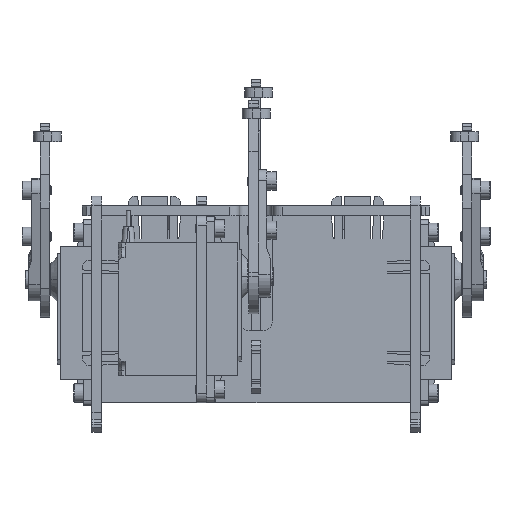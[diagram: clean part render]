
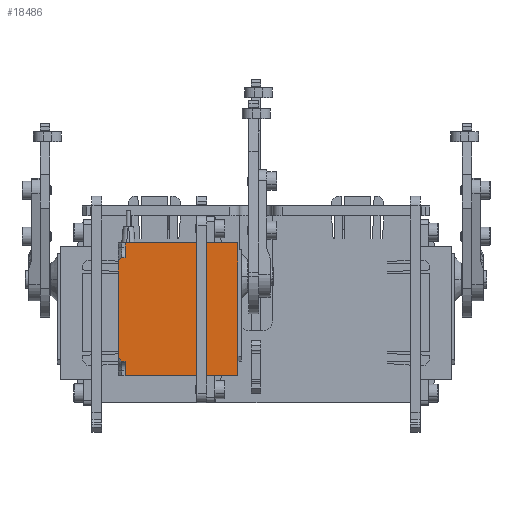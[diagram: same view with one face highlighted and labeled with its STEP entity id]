
A CAD part, front view. The second image highlights one B-rep face of the part: STEP entity #18486.
In plain terms, the highlighted face is planar.
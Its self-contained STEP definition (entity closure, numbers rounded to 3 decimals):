
#530 = CARTESIAN_POINT ( 'NONE',  ( -15.75, 1., 10.15 ) ) ;
#701 = CARTESIAN_POINT ( 'NONE',  ( 15.75, 1., 10.15 ) ) ;
#821 = ORIENTED_EDGE ( 'NONE', *, *, #13353, .T. ) ;
#936 = CARTESIAN_POINT ( 'NONE',  ( -20.25, 36.4, 10.15 ) ) ;
#1233 = LINE ( 'NONE', #23894, #20124 ) ;
#2279 = EDGE_CURVE ( 'NONE', #28558, #3051, #8415, .T. ) ;
#3051 = VERTEX_POINT ( 'NONE', #29143 ) ;
#3512 = CARTESIAN_POINT ( 'NONE',  ( -20.25, 37.4, 10.15 ) ) ;
#3613 = DIRECTION ( 'NONE',  ( -1., 0., 0. ) ) ;
#4172 = DIRECTION ( 'NONE',  ( 0., -1., 0. ) ) ;
#4355 = DIRECTION ( 'NONE',  ( 0., -1., 0. ) ) ;
#4543 = VECTOR ( 'NONE', #20753, 1000. ) ;
#4817 = CARTESIAN_POINT ( 'NONE',  ( 15.75, 2., 10.15 ) ) ;
#5337 = VECTOR ( 'NONE', #18185, 1000. ) ;
#5704 = VECTOR ( 'NONE', #28825, 1000. ) ;
#5960 = EDGE_CURVE ( 'NONE', #16067, #7576, #8777, .T. ) ;
#6596 = LINE ( 'NONE', #25729, #31209 ) ;
#7141 = VERTEX_POINT ( 'NONE', #9215 ) ;
#7342 = CARTESIAN_POINT ( 'NONE',  ( 20.25, 36.4, 10.15 ) ) ;
#7576 = VERTEX_POINT ( 'NONE', #8878 ) ;
#8003 = ORIENTED_EDGE ( 'NONE', *, *, #26828, .F. ) ;
#8415 = LINE ( 'NONE', #16730, #27299 ) ;
#8470 = VERTEX_POINT ( 'NONE', #7342 ) ;
#8713 = VERTEX_POINT ( 'NONE', #936 ) ;
#8777 = LINE ( 'NONE', #26279, #21876 ) ;
#8830 = EDGE_CURVE ( 'NONE', #8713, #8470, #27837, .T. ) ;
#8878 = CARTESIAN_POINT ( 'NONE',  ( 20.25, 2., 10.15 ) ) ;
#9215 = CARTESIAN_POINT ( 'NONE',  ( 14.75, 0., 10.15 ) ) ;
#9224 = EDGE_CURVE ( 'NONE', #7141, #11617, #22489, .T. ) ;
#9318 = ORIENTED_EDGE ( 'NONE', *, *, #30406, .F. ) ;
#10506 = EDGE_CURVE ( 'NONE', #3051, #7141, #6596, .T. ) ;
#11529 = DIRECTION ( 'NONE',  ( 1., 0., 0. ) ) ;
#11617 = VERTEX_POINT ( 'NONE', #701 ) ;
#11959 = EDGE_CURVE ( 'NONE', #13074, #28558, #23148, .T. ) ;
#12789 = DIRECTION ( 'NONE',  ( 0.707, 0.707, 0. ) ) ;
#13074 = VERTEX_POINT ( 'NONE', #27032 ) ;
#13353 = EDGE_CURVE ( 'NONE', #8713, #23380, #18393, .T. ) ;
#14836 = ORIENTED_EDGE ( 'NONE', *, *, #5960, .T. ) ;
#15727 = CARTESIAN_POINT ( 'NONE',  ( -20.25, 2., 10.15 ) ) ;
#15901 = PLANE ( 'NONE',  #20340 ) ;
#16038 = ORIENTED_EDGE ( 'NONE', *, *, #9224, .T. ) ;
#16067 = VERTEX_POINT ( 'NONE', #4817 ) ;
#16730 = CARTESIAN_POINT ( 'NONE',  ( -15.75, 1., 10.15 ) ) ;
#18185 = DIRECTION ( 'NONE',  ( -1., 0., 0. ) ) ;
#18267 = CARTESIAN_POINT ( 'NONE',  ( -20.25, 37.4, 10.15 ) ) ;
#18359 = DIRECTION ( 'NONE',  ( 0., 0., -1. ) ) ;
#18393 = LINE ( 'NONE', #18267, #4543 ) ;
#18486 = ADVANCED_FACE ( 'NONE', ( #22946 ), #15901, .F. ) ;
#18674 = DIRECTION ( 'NONE',  ( 1., 0., 0. ) ) ;
#20124 = VECTOR ( 'NONE', #4172, 1000. ) ;
#20340 = AXIS2_PLACEMENT_3D ( 'NONE', #3512, #18359, #3613 ) ;
#20387 = EDGE_LOOP ( 'NONE', ( #25829, #821, #8003, #26315, #26178, #31303, #16038, #9318, #14836, #25013 ) ) ;
#20753 = DIRECTION ( 'NONE',  ( 0., -1., 0. ) ) ;
#21723 = CARTESIAN_POINT ( 'NONE',  ( -20.25, 2., 10.15 ) ) ;
#21876 = VECTOR ( 'NONE', #11529, 1000. ) ;
#22489 = LINE ( 'NONE', #22585, #28244 ) ;
#22585 = CARTESIAN_POINT ( 'NONE',  ( 14.75, 0., 10.15 ) ) ;
#22946 = FACE_OUTER_BOUND ( 'NONE', #20387, .T. ) ;
#23148 = LINE ( 'NONE', #26429, #28894 ) ;
#23268 = EDGE_CURVE ( 'NONE', #8470, #7576, #25370, .T. ) ;
#23380 = VERTEX_POINT ( 'NONE', #21723 ) ;
#23894 = CARTESIAN_POINT ( 'NONE',  ( 15.75, 2., 10.15 ) ) ;
#25013 = ORIENTED_EDGE ( 'NONE', *, *, #23268, .F. ) ;
#25370 = LINE ( 'NONE', #26356, #5704 ) ;
#25729 = CARTESIAN_POINT ( 'NONE',  ( -20.25, 0., 10.15 ) ) ;
#25829 = ORIENTED_EDGE ( 'NONE', *, *, #8830, .F. ) ;
#25834 = DIRECTION ( 'NONE',  ( 1., 0., 0. ) ) ;
#26178 = ORIENTED_EDGE ( 'NONE', *, *, #2279, .T. ) ;
#26279 = CARTESIAN_POINT ( 'NONE',  ( 20.25, 2., 10.15 ) ) ;
#26294 = VECTOR ( 'NONE', #18674, 1000. ) ;
#26315 = ORIENTED_EDGE ( 'NONE', *, *, #11959, .T. ) ;
#26356 = CARTESIAN_POINT ( 'NONE',  ( 20.25, 37.4, 10.15 ) ) ;
#26429 = CARTESIAN_POINT ( 'NONE',  ( -15.75, 2., 10.15 ) ) ;
#26828 = EDGE_CURVE ( 'NONE', #13074, #23380, #30733, .T. ) ;
#27032 = CARTESIAN_POINT ( 'NONE',  ( -15.75, 2., 10.15 ) ) ;
#27299 = VECTOR ( 'NONE', #28895, 1000. ) ;
#27837 = LINE ( 'NONE', #28499, #26294 ) ;
#28244 = VECTOR ( 'NONE', #12789, 1000. ) ;
#28499 = CARTESIAN_POINT ( 'NONE',  ( 20.25, 36.4, 10.15 ) ) ;
#28558 = VERTEX_POINT ( 'NONE', #530 ) ;
#28825 = DIRECTION ( 'NONE',  ( 0., -1., 0. ) ) ;
#28894 = VECTOR ( 'NONE', #4355, 1000. ) ;
#28895 = DIRECTION ( 'NONE',  ( 0.707, -0.707, 0. ) ) ;
#29143 = CARTESIAN_POINT ( 'NONE',  ( -14.75, 0., 10.15 ) ) ;
#30406 = EDGE_CURVE ( 'NONE', #16067, #11617, #1233, .T. ) ;
#30733 = LINE ( 'NONE', #15727, #5337 ) ;
#31209 = VECTOR ( 'NONE', #25834, 1000. ) ;
#31303 = ORIENTED_EDGE ( 'NONE', *, *, #10506, .T. ) ;
